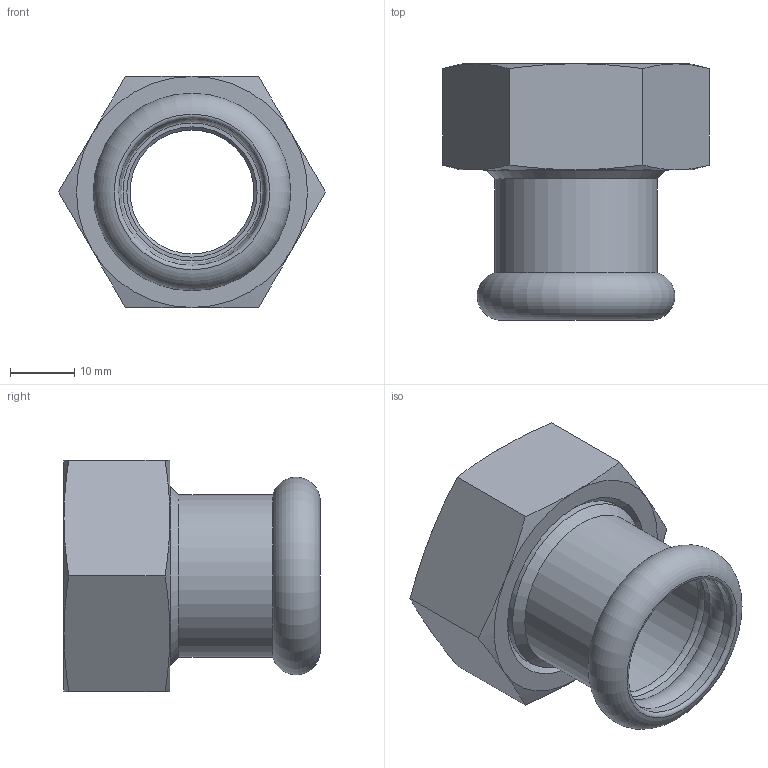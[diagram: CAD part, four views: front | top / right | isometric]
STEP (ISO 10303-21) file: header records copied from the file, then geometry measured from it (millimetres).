
FILE_DESCRIPTION(/* description */ (''),/* implementation_level */ '2;1');
FILE_NAME(/* name */ '383022002_Steelpres.stp',/* time_stamp */ '2022-10-21T16:10:16+02:00',/* author */ ('Vault'),/* organization */ ('Raccorderie metalliche s.p.a. '),/* preprocessor_version */ 'ST-DEVELOPER v18.1',/* originating_system */ 'Autodesk Inventor 2020',/* authorisation */ 'Raccorderie metalliche s.p.a. ');
FILE_SCHEMA (('AUTOMOTIVE_DESIGN { 1 0 10303 214 3 1 1 }'));
Length unit declared in the file: millimetre
Products named in the file (1): 383022002_Steelpres
Bounding box: 41.57 x 39.9 x 36 mm (x, y, z)
Volume: 13834.1 mm3; surface area: 10578.1 mm2
Topology: 2 solids, 2 shells, 53 faces, 133 edges, 87 vertices
Faces by surface type: cone 19, plane 15, cylinder 11, torus 8
Full cylindrical faces by diameter (mm): 19.3 x1, 20 x1, 22.3 x1, 22.9 x2, 25.3 x1, 28 x2, 28.1 x1, 30 x1, 30.4 x1
Entity records: 1656 total; most frequent: CARTESIAN_POINT 322, DIRECTION 302, ORIENTED_EDGE 266, AXIS2_PLACEMENT_3D 139, EDGE_CURVE 133, VERTEX_POINT 87, CIRCLE 85, EDGE_LOOP 60
